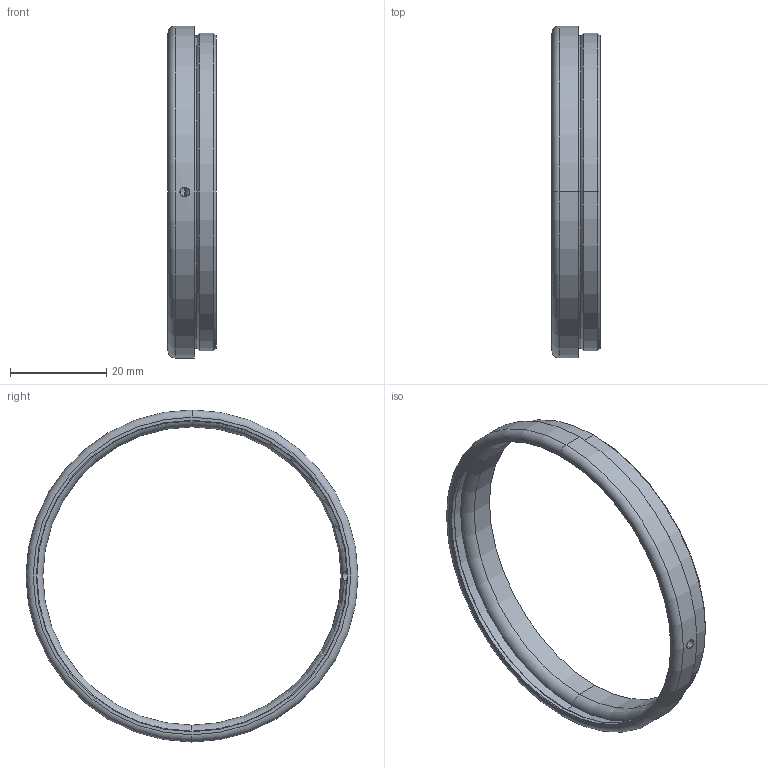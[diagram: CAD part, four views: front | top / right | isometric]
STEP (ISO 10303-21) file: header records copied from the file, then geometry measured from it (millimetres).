
FILE_DESCRIPTION (( 'STEP AP214' ), '1' );
FILE_NAME ('市厦.711556.002 - 暑朦鲱 镥疱漤邋.STEP', '2024-11-18T13:31:56', ( '' ), ( '' ), 'SwSTEP 2.0', 'SolidWorks 2023', '' );
FILE_SCHEMA (( 'AUTOMOTIVE_DESIGN' ));
Length unit declared in the file: millimetre
Products named in the file (1): КРПГ.711556.002 - Кольцо переднее
Bounding box: 10 x 69 x 69 mm (x, y, z)
Volume: 4133.4 mm3; surface area: 5624.4 mm2
Topology: 1 solids, 1 shells, 30 faces, 63 edges, 36 vertices
Faces by surface type: cylinder 14, torus 8, cone 4, plane 4
Entity records: 947 total; most frequent: CARTESIAN_POINT 206, DIRECTION 162, ORIENTED_EDGE 126, AXIS2_PLACEMENT_3D 72, EDGE_CURVE 63, CIRCLE 41, VERTEX_POINT 36, EDGE_LOOP 35
